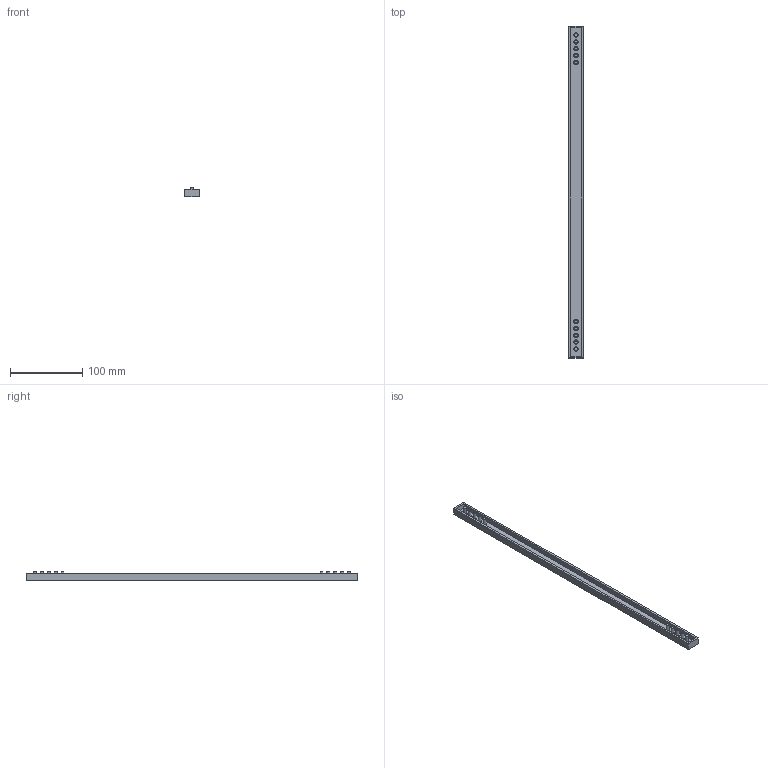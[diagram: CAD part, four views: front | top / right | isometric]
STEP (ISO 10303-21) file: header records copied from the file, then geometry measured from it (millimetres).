
FILE_DESCRIPTION(/* description */ (''),/* implementation_level */ '2;1');
FILE_NAME(/* name */ 'e4f8c9fb-df35-4d36-9130-24065608f42e.stp',/* time_stamp */ '2020-04-25T17:34:11+00:00',/* author */ (''),/* organization */ (''),/* preprocessor_version */ 'ST-DEVELOPER v18.1',/* originating_system */ 'Autodesk Translation Framework v9.2.0.1227',/* authorisation */ '');
FILE_SCHEMA (('AUTOMOTIVE_DESIGN { 1 0 10303 214 3 1 1 }'));
Length unit declared in the file: millimetre
Products named in the file (1): Silicone Strap Mould V2 460mm
Bounding box: 20 x 460 x 12.5 mm (x, y, z)
Volume: 42099.1 mm3; surface area: 36257.2 mm2
Topology: 1 solids, 1 shells, 41 faces, 90 edges, 62 vertices
Faces by surface type: plane 21, torus 10, cylinder 10
Full cylindrical faces by diameter (mm): 4 x10
Entity records: 1201 total; most frequent: DIRECTION 230, CARTESIAN_POINT 194, ORIENTED_EDGE 180, AXIS2_PLACEMENT_3D 98, EDGE_CURVE 90, VERTEX_POINT 62, CIRCLE 56, EDGE_LOOP 52
